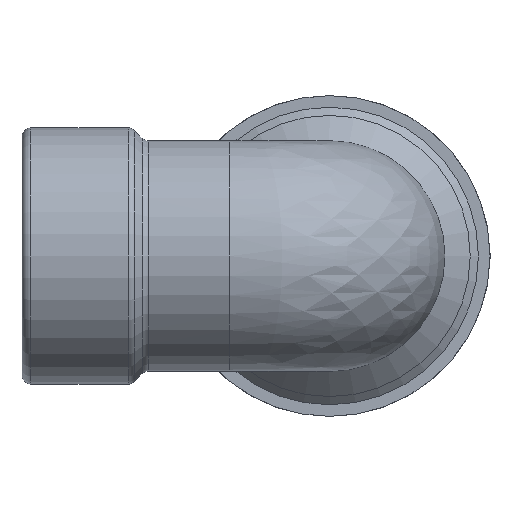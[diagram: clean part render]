
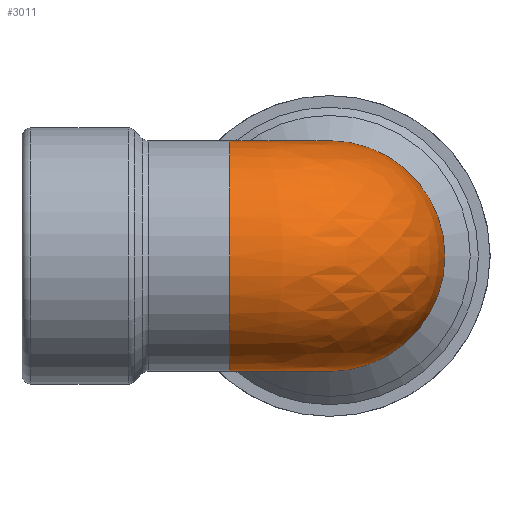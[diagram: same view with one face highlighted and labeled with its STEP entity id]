
A CAD part, left-side view. The second image highlights one B-rep face of the part: STEP entity #3011.
In plain terms, the highlighted free-form (B-spline) face has degree [2, 2] with [9, 3] control points.
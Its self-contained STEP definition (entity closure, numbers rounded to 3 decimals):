
#609=(
BOUNDED_SURFACE()
B_SPLINE_SURFACE(2,2,((#4587,#4588,#4589),(#4590,#4591,#4592),(#4593,#4594,
#4595),(#4596,#4597,#4598),(#4599,#4600,#4601),(#4602,#4603,#4604),(#4605,
#4606,#4607),(#4608,#4609,#4610),(#4611,#4612,#4613)),.UNSPECIFIED.,.F.,
 .F.,.F.)
B_SPLINE_SURFACE_WITH_KNOTS((3,2,2,2,3),(3,3),(-2.621,-1.311,
0.,1.311,2.621),(-3.142,-1.571),
 .UNSPECIFIED.)
GEOMETRIC_REPRESENTATION_ITEM()
RATIONAL_B_SPLINE_SURFACE(((1.,0.707,1.),(0.793,
0.561,0.793),(1.,0.707,1.),(0.793,
0.561,0.793),(1.,0.707,1.),(0.793,
0.561,0.793),(1.,0.707,1.),(0.793,
0.561,0.793),(1.,0.707,1.)))
REPRESENTATION_ITEM('')
SURFACE()
);
#654=FACE_OUTER_BOUND('',#868,.T.);
#868=EDGE_LOOP('',(#2024,#2025));
#1104=CIRCLE('',#3228,26.234);
#1105=CIRCLE('',#3229,26.234);
#1284=VERTEX_POINT('',#4614);
#1285=VERTEX_POINT('',#4615);
#1560=EDGE_CURVE('',#1284,#1285,#1104,.T.);
#1561=EDGE_CURVE('',#1284,#1285,#1105,.T.);
#2024=ORIENTED_EDGE('',*,*,#1560,.T.);
#2025=ORIENTED_EDGE('',*,*,#1561,.F.);
#3011=ADVANCED_FACE('',(#654),#609,.F.);
#3228=AXIS2_PLACEMENT_3D('',#4616,#3626,#3627);
#3229=AXIS2_PLACEMENT_3D('',#4617,#3628,#3629);
#3626=DIRECTION('center_axis',(0.,-1.,0.));
#3627=DIRECTION('ref_axis',(-1.,0.,0.));
#3628=DIRECTION('center_axis',(1.,0.,0.));
#3629=DIRECTION('ref_axis',(0.,0.,-1.));
#4587=CARTESIAN_POINT('Ctrl Pts',(22.76,22.76,-13.047));
#4588=CARTESIAN_POINT('Ctrl Pts',(22.76,22.76,-13.047));
#4589=CARTESIAN_POINT('Ctrl Pts',(22.76,22.76,-13.047));
#4590=CARTESIAN_POINT('Ctrl Pts',(12.733,22.76,-30.539));
#4591=CARTESIAN_POINT('Ctrl Pts',(12.733,12.733,-30.539));
#4592=CARTESIAN_POINT('Ctrl Pts',(22.76,12.733,-30.539));
#4593=CARTESIAN_POINT('Ctrl Pts',(-6.751,22.76,-25.351));
#4594=CARTESIAN_POINT('Ctrl Pts',(-6.751,-6.751,-25.351));
#4595=CARTESIAN_POINT('Ctrl Pts',(22.76,-6.751,-25.351));
#4596=CARTESIAN_POINT('Ctrl Pts',(-26.234,22.76,-20.163));
#4597=CARTESIAN_POINT('Ctrl Pts',(-26.234,-26.234,-20.163));
#4598=CARTESIAN_POINT('Ctrl Pts',(22.76,-26.234,-20.163));
#4599=CARTESIAN_POINT('Ctrl Pts',(-26.234,22.76,0.));
#4600=CARTESIAN_POINT('Ctrl Pts',(-26.234,-26.234,0.));
#4601=CARTESIAN_POINT('Ctrl Pts',(22.76,-26.234,0.));
#4602=CARTESIAN_POINT('Ctrl Pts',(-26.234,22.76,20.163));
#4603=CARTESIAN_POINT('Ctrl Pts',(-26.234,-26.234,20.163));
#4604=CARTESIAN_POINT('Ctrl Pts',(22.76,-26.234,20.163));
#4605=CARTESIAN_POINT('Ctrl Pts',(-6.751,22.76,25.351));
#4606=CARTESIAN_POINT('Ctrl Pts',(-6.751,-6.751,25.351));
#4607=CARTESIAN_POINT('Ctrl Pts',(22.76,-6.751,25.351));
#4608=CARTESIAN_POINT('Ctrl Pts',(12.733,22.76,30.539));
#4609=CARTESIAN_POINT('Ctrl Pts',(12.733,12.733,30.539));
#4610=CARTESIAN_POINT('Ctrl Pts',(22.76,12.733,30.539));
#4611=CARTESIAN_POINT('Ctrl Pts',(22.76,22.76,13.047));
#4612=CARTESIAN_POINT('Ctrl Pts',(22.76,22.76,13.047));
#4613=CARTESIAN_POINT('Ctrl Pts',(22.76,22.76,13.047));
#4614=CARTESIAN_POINT('',(22.76,22.76,13.047));
#4615=CARTESIAN_POINT('',(22.76,22.76,-13.047));
#4616=CARTESIAN_POINT('Origin',(0.,22.76,0.));
#4617=CARTESIAN_POINT('Origin',(22.76,0.,0.));
